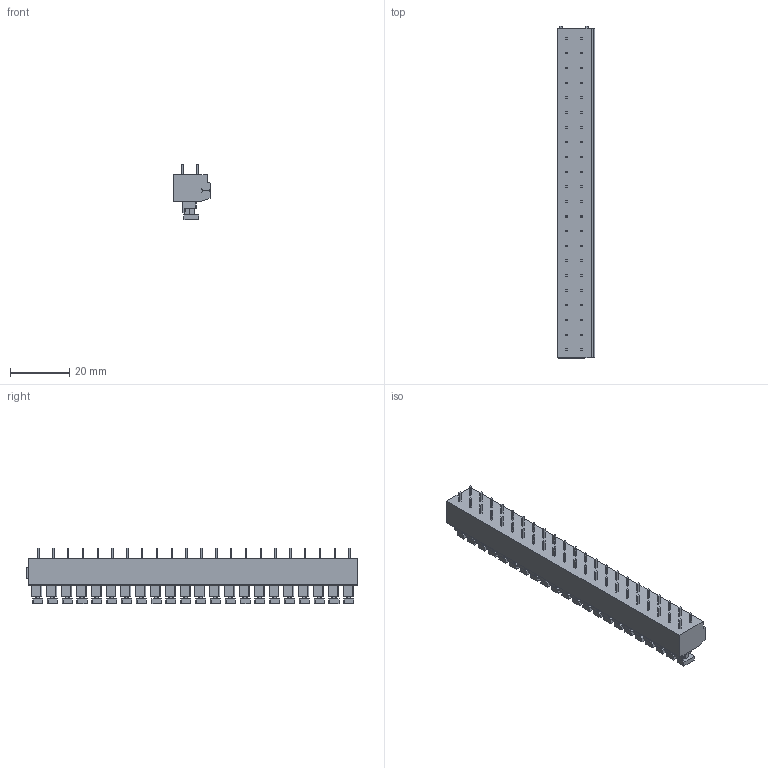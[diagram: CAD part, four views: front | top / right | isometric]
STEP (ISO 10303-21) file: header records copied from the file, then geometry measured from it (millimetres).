
FILE_DESCRIPTION((''),'2;1');
FILE_NAME('TLM-201R','2024-10-09T10:33:56',('tluser'),(''),'CREO PARAMETRIC BY PTC INC, 2018100','CREO PARAMETRIC BY PTC INC, 2018100','');
FILE_SCHEMA(('CONFIG_CONTROL_DESIGN'));
Length unit declared in the file: millimetre
Products named in the file (1): TLM-201R
Bounding box: 12.6 x 112 x 18.7 mm (x, y, z)
Volume: 13087.5 mm3; surface area: 8730.3 mm2
Topology: 1 solids, 1 shells, 1078 faces, 2738 edges, 1796 vertices
Faces by surface type: plane 899, cylinder 135, cone 44
Entity records: 32406 total; most frequent: CARTESIAN_POINT 6272, ORIENTED_EDGE 5476, DIRECTION 5076, EDGE_CURVE 2738, VECTOR 2292, LINE 2292, VERTEX_POINT 1796, AXIS2_PLACEMENT_3D 1392
